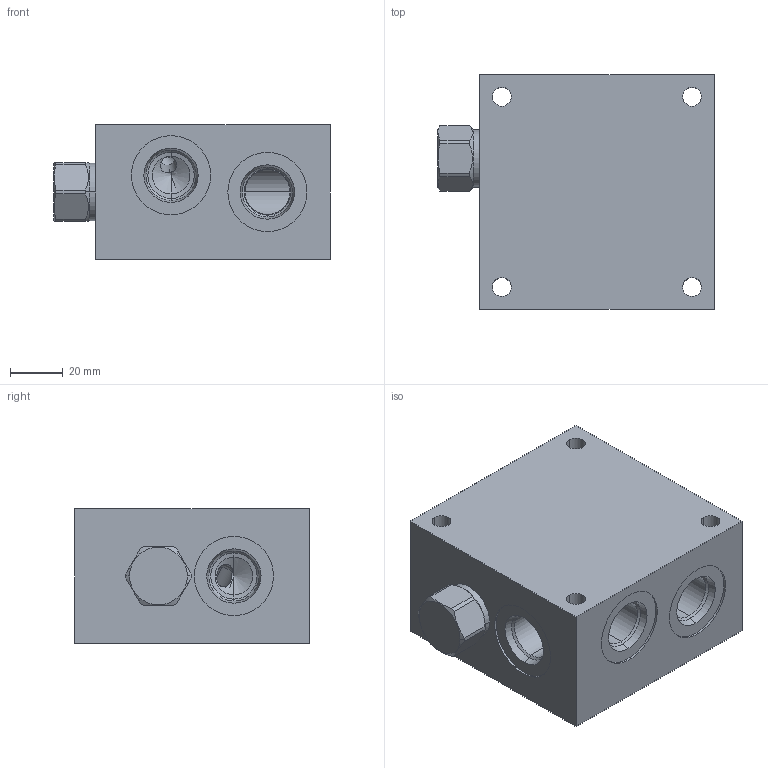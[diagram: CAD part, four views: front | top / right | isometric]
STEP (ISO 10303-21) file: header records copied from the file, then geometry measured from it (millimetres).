
FILE_DESCRIPTION((''),'2;1');
FILE_NAME('WJT_ASM','2021-02-03T',('ProEService'),(''),'PRO/ENGINEER BY PARAMETRIC TECHNOLOGY CORPORATION, 2014200','PRO/ENGINEER BY PARAMETRIC TECHNOLOGY CORPORATION, 2014200','');
FILE_SCHEMA(('CONFIG_CONTROL_DESIGN'));
Length unit declared in the file: inch
Products named in the file (3): 150-556-002; CXCDXCN; WJT_ASM
Assembly tree (2 placements, depth 2):
  WJT_ASM
    150-556-002
    CXCDXCN
Bounding box: 104.78 x 88.9 x 50.8 mm (x, y, z)
Volume: 349861.3 mm3; surface area: 57928.2 mm2
Topology: 4 solids, 4 shells, 319 faces, 1002 edges, 821 vertices
Faces by surface type: cylinder 136, cone 91, plane 54, torus 22, sphere 8, revolution 8
Entity records: 13023 total; most frequent: CARTESIAN_POINT 4286, DIRECTION 1874, ORIENTED_EDGE 1486, EDGE_CURVE 743, AXIS2_PLACEMENT_3D 674, VECTOR 518, LINE 518, VERTEX_POINT 453
